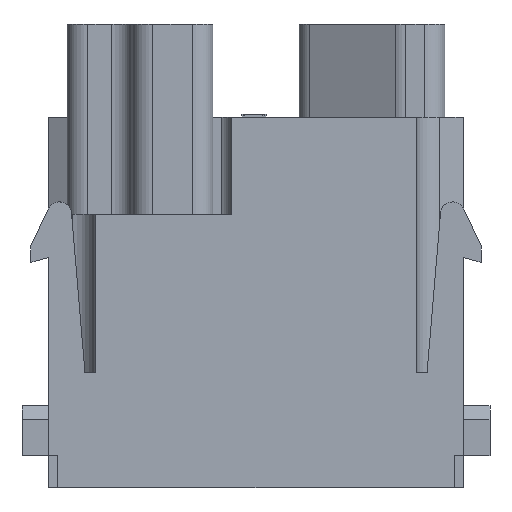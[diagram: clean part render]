
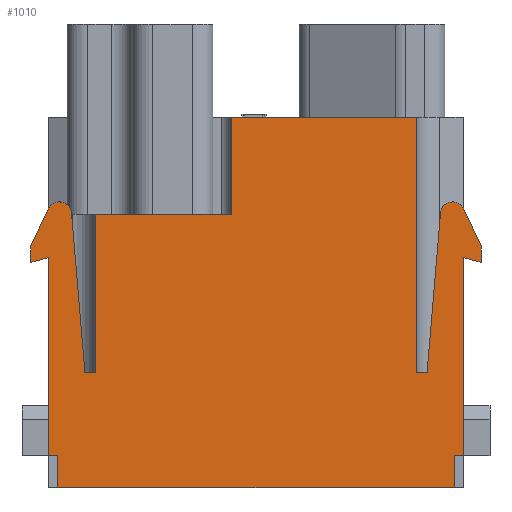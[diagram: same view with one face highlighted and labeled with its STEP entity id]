
A CAD part, left-side view. The second image highlights one B-rep face of the part: STEP entity #1010.
In plain terms, the highlighted planar face has unit normal (-1, 0, 0).
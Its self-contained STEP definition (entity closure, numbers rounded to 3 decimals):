
#685=FACE_OUTER_BOUND('',#1795,.T.);
#1010=ADVANCED_FACE('',(#685),#1349,.T.);
#1349=PLANE('',#7238);
#1795=EDGE_LOOP('',(#3886,#3887,#3888,#3889,#3890,#3891,#3892,#3893,#3894,
#3895,#3896,#3897,#3898,#3899,#3900,#3901,#3902,#3903,#3904,#3905,#3906,
#3907,#3908,#3909,#3910,#3911));
#2163=LINE('',#9236,#2892);
#2249=LINE('',#9549,#2978);
#2293=LINE('',#9729,#3022);
#2297=LINE('',#9739,#3026);
#2317=LINE('',#9784,#3046);
#2335=LINE('',#9820,#3064);
#2343=LINE('',#9836,#3072);
#2344=LINE('',#9839,#3073);
#2345=LINE('',#9841,#3074);
#2346=LINE('',#9843,#3075);
#2347=LINE('',#9844,#3076);
#2348=LINE('',#9846,#3077);
#2349=LINE('',#9848,#3078);
#2350=LINE('',#9854,#3079);
#2351=LINE('',#9855,#3080);
#2352=LINE('',#9856,#3081);
#2353=LINE('',#9858,#3082);
#2354=LINE('',#9859,#3083);
#2355=LINE('',#9865,#3084);
#2356=LINE('',#9867,#3085);
#2357=LINE('',#9869,#3086);
#2358=LINE('',#9870,#3087);
#2892=VECTOR('',#7638,1.);
#2978=VECTOR('',#7736,1.);
#3022=VECTOR('',#7794,1.);
#3026=VECTOR('',#7802,1.);
#3046=VECTOR('',#7832,1.);
#3064=VECTOR('',#7852,1.);
#3072=VECTOR('',#7868,1.);
#3073=VECTOR('',#7869,1.);
#3074=VECTOR('',#7870,1.);
#3075=VECTOR('',#7871,1.);
#3076=VECTOR('',#7872,1.);
#3077=VECTOR('',#7873,1.);
#3078=VECTOR('',#7874,1.);
#3079=VECTOR('',#7879,1.);
#3080=VECTOR('',#7880,1.);
#3081=VECTOR('',#7881,1.);
#3082=VECTOR('',#7882,1.);
#3083=VECTOR('',#7883,1.);
#3084=VECTOR('',#7888,1.);
#3085=VECTOR('',#7889,1.);
#3086=VECTOR('',#7890,1.);
#3087=VECTOR('',#7891,1.);
#3886=ORIENTED_EDGE('',*,*,#6325,.T.);
#3887=ORIENTED_EDGE('',*,*,#6326,.F.);
#3888=ORIENTED_EDGE('',*,*,#6327,.F.);
#3889=ORIENTED_EDGE('',*,*,#6328,.T.);
#3890=ORIENTED_EDGE('',*,*,#6299,.F.);
#3891=ORIENTED_EDGE('',*,*,#6329,.F.);
#3892=ORIENTED_EDGE('',*,*,#6330,.T.);
#3893=ORIENTED_EDGE('',*,*,#6331,.T.);
#3894=ORIENTED_EDGE('',*,*,#6332,.T.);
#3895=ORIENTED_EDGE('',*,*,#6333,.T.);
#3896=ORIENTED_EDGE('',*,*,#6334,.T.);
#3897=ORIENTED_EDGE('',*,*,#6271,.F.);
#3898=ORIENTED_EDGE('',*,*,#6335,.T.);
#3899=ORIENTED_EDGE('',*,*,#6205,.T.);
#3900=ORIENTED_EDGE('',*,*,#6336,.F.);
#3901=ORIENTED_EDGE('',*,*,#6337,.F.);
#3902=ORIENTED_EDGE('',*,*,#6317,.F.);
#3903=ORIENTED_EDGE('',*,*,#6276,.F.);
#3904=ORIENTED_EDGE('',*,*,#6338,.F.);
#3905=ORIENTED_EDGE('',*,*,#6339,.F.);
#3906=ORIENTED_EDGE('',*,*,#6340,.F.);
#3907=ORIENTED_EDGE('',*,*,#6341,.F.);
#3908=ORIENTED_EDGE('',*,*,#6342,.F.);
#3909=ORIENTED_EDGE('',*,*,#6343,.F.);
#3910=ORIENTED_EDGE('',*,*,#6103,.T.);
#3911=ORIENTED_EDGE('',*,*,#6344,.F.);
#5487=VERTEX_POINT('',#9235);
#5488=VERTEX_POINT('',#9237);
#5588=VERTEX_POINT('',#9547);
#5590=VERTEX_POINT('',#9550);
#5654=VERTEX_POINT('',#9728);
#5655=VERTEX_POINT('',#9730);
#5658=VERTEX_POINT('',#9738);
#5659=VERTEX_POINT('',#9740);
#5678=VERTEX_POINT('',#9783);
#5679=VERTEX_POINT('',#9785);
#5695=VERTEX_POINT('',#9818);
#5700=VERTEX_POINT('',#9837);
#5701=VERTEX_POINT('',#9838);
#5702=VERTEX_POINT('',#9840);
#5703=VERTEX_POINT('',#9842);
#5704=VERTEX_POINT('',#9845);
#5705=VERTEX_POINT('',#9847);
#5706=VERTEX_POINT('',#9849);
#5707=VERTEX_POINT('',#9851);
#5708=VERTEX_POINT('',#9853);
#5709=VERTEX_POINT('',#9857);
#5710=VERTEX_POINT('',#9860);
#5711=VERTEX_POINT('',#9862);
#5712=VERTEX_POINT('',#9864);
#5713=VERTEX_POINT('',#9866);
#5714=VERTEX_POINT('',#9868);
#6103=EDGE_CURVE('',#5488,#5487,#2163,.T.);
#6205=EDGE_CURVE('',#5590,#5588,#2249,.T.);
#6271=EDGE_CURVE('',#5654,#5655,#2293,.T.);
#6276=EDGE_CURVE('',#5658,#5659,#2297,.T.);
#6299=EDGE_CURVE('',#5678,#5679,#2317,.T.);
#6317=EDGE_CURVE('',#5659,#5695,#2335,.T.);
#6325=EDGE_CURVE('',#5700,#5701,#2343,.T.);
#6326=EDGE_CURVE('',#5702,#5701,#2344,.T.);
#6327=EDGE_CURVE('',#5703,#5702,#2345,.T.);
#6328=EDGE_CURVE('',#5703,#5679,#2346,.T.);
#6329=EDGE_CURVE('',#5704,#5678,#2347,.T.);
#6330=EDGE_CURVE('',#5704,#5705,#2348,.T.);
#6331=EDGE_CURVE('',#5705,#5706,#2349,.T.);
#6332=EDGE_CURVE('',#5706,#5707,#7018,.T.);
#6333=EDGE_CURVE('',#5707,#5708,#7019,.T.);
#6334=EDGE_CURVE('',#5708,#5655,#2350,.T.);
#6335=EDGE_CURVE('',#5654,#5590,#2351,.T.);
#6336=EDGE_CURVE('',#5709,#5588,#2352,.T.);
#6337=EDGE_CURVE('',#5695,#5709,#2353,.T.);
#6338=EDGE_CURVE('',#5710,#5658,#2354,.T.);
#6339=EDGE_CURVE('',#5711,#5710,#7020,.T.);
#6340=EDGE_CURVE('',#5712,#5711,#7021,.T.);
#6341=EDGE_CURVE('',#5713,#5712,#2355,.T.);
#6342=EDGE_CURVE('',#5714,#5713,#2356,.T.);
#6343=EDGE_CURVE('',#5488,#5714,#2357,.T.);
#6344=EDGE_CURVE('',#5700,#5487,#2358,.T.);
#7018=CIRCLE('',#7234,0.9);
#7019=CIRCLE('',#7235,0.9);
#7020=CIRCLE('',#7236,0.9);
#7021=CIRCLE('',#7237,0.9);
#7234=AXIS2_PLACEMENT_3D('',#9850,#7875,#7876);
#7235=AXIS2_PLACEMENT_3D('',#9852,#7877,#7878);
#7236=AXIS2_PLACEMENT_3D('',#9861,#7884,#7885);
#7237=AXIS2_PLACEMENT_3D('',#9863,#7886,#7887);
#7238=AXIS2_PLACEMENT_3D('',#9871,#7892,#7893);
#7638=DIRECTION('',(0.,0.,-1.));
#7736=DIRECTION('',(0.,1.,0.));
#7794=DIRECTION('',(0.,-1.,0.));
#7802=DIRECTION('',(0.,-1.,0.));
#7832=DIRECTION('',(0.,0.,-1.));
#7852=DIRECTION('',(0.,0.,1.));
#7868=DIRECTION('',(0.,0.,-1.));
#7869=DIRECTION('',(0.,1.,0.));
#7870=DIRECTION('',(0.,0.,-1.));
#7871=DIRECTION('',(0.,-1.,0.));
#7872=DIRECTION('',(0.,0.966,0.259));
#7873=DIRECTION('',(0.,0.,1.));
#7874=DIRECTION('',(0.,0.423,0.906));
#7875=DIRECTION('',(-1.,0.,0.));
#7876=DIRECTION('',(0.,1.,0.));
#7877=DIRECTION('',(-1.,0.,0.));
#7878=DIRECTION('',(0.,1.,0.));
#7879=DIRECTION('',(0.,0.084,-0.996));
#7880=DIRECTION('',(0.,0.,1.));
#7881=DIRECTION('',(0.,0.,1.));
#7882=DIRECTION('',(0.,-1.,0.));
#7883=DIRECTION('',(0.,-0.084,-0.996));
#7884=DIRECTION('',(1.,0.,0.));
#7885=DIRECTION('',(0.,-1.,0.));
#7886=DIRECTION('',(1.,0.,0.));
#7887=DIRECTION('',(0.,-1.,0.));
#7888=DIRECTION('',(0.,-0.423,0.906));
#7889=DIRECTION('',(0.,0.,1.));
#7890=DIRECTION('',(0.,0.966,-0.259));
#7891=DIRECTION('',(0.,1.,0.));
#7892=DIRECTION('',(-1.,0.,0.));
#7893=DIRECTION('',(0.,0.,1.));
#9235=CARTESIAN_POINT('',(-7.338,15.15,-15.3));
#9236=CARTESIAN_POINT('',(-7.338,15.15,9.45));
#9237=CARTESIAN_POINT('',(-7.338,15.15,-0.814));
#9547=CARTESIAN_POINT('',(-7.338,1.775,9.45));
#9549=CARTESIAN_POINT('',(-7.338,-15.15,9.45));
#9550=CARTESIAN_POINT('',(-7.338,-11.75,9.45));
#9728=CARTESIAN_POINT('',(-7.338,-11.75,-9.25));
#9729=CARTESIAN_POINT('',(-7.338,-11.75,-9.25));
#9730=CARTESIAN_POINT('',(-7.338,-12.5,-9.25));
#9738=CARTESIAN_POINT('',(-7.338,12.5,-9.25));
#9739=CARTESIAN_POINT('',(-7.338,15.15,-9.25));
#9740=CARTESIAN_POINT('',(-7.338,11.75,-9.25));
#9783=CARTESIAN_POINT('',(-7.338,-15.15,-0.814));
#9784=CARTESIAN_POINT('',(-7.338,-15.15,9.45));
#9785=CARTESIAN_POINT('',(-7.338,-15.15,-15.3));
#9818=CARTESIAN_POINT('',(-7.338,11.75,2.35));
#9820=CARTESIAN_POINT('',(-7.338,11.75,-9.25));
#9836=CARTESIAN_POINT('',(-7.338,14.475,-15.3));
#9837=CARTESIAN_POINT('',(-7.338,14.475,-15.3));
#9838=CARTESIAN_POINT('',(-7.338,14.475,-17.65));
#9839=CARTESIAN_POINT('',(-7.338,-15.15,-17.65));
#9840=CARTESIAN_POINT('',(-7.338,-14.475,-17.65));
#9841=CARTESIAN_POINT('',(-7.338,-14.475,-15.3));
#9842=CARTESIAN_POINT('',(-7.338,-14.475,-15.3));
#9843=CARTESIAN_POINT('',(-7.338,-14.475,-15.3));
#9844=CARTESIAN_POINT('',(-7.338,-15.716,-0.965));
#9845=CARTESIAN_POINT('',(-7.338,-16.45,-1.162));
#9846=CARTESIAN_POINT('',(-7.338,-16.45,-1.162));
#9847=CARTESIAN_POINT('',(-7.338,-16.45,0.038));
#9848=CARTESIAN_POINT('',(-7.338,-16.45,0.038));
#9849=CARTESIAN_POINT('',(-7.338,-15.195,2.73));
#9850=CARTESIAN_POINT('',(-7.338,-14.379,2.35));
#9851=CARTESIAN_POINT('',(-7.338,-14.378,3.25));
#9852=CARTESIAN_POINT('',(-7.338,-14.377,2.35));
#9853=CARTESIAN_POINT('',(-7.338,-13.48,2.425));
#9854=CARTESIAN_POINT('',(-7.338,-13.48,2.425));
#9855=CARTESIAN_POINT('',(-7.338,-11.75,-9.25));
#9856=CARTESIAN_POINT('',(-7.338,1.775,2.35));
#9857=CARTESIAN_POINT('',(-7.338,1.775,2.35));
#9858=CARTESIAN_POINT('',(-7.338,11.75,2.35));
#9859=CARTESIAN_POINT('',(-7.338,13.48,2.425));
#9860=CARTESIAN_POINT('',(-7.338,13.48,2.425));
#9861=CARTESIAN_POINT('',(-7.338,14.377,2.35));
#9862=CARTESIAN_POINT('',(-7.338,14.378,3.25));
#9863=CARTESIAN_POINT('',(-7.338,14.379,2.35));
#9864=CARTESIAN_POINT('',(-7.338,15.195,2.73));
#9865=CARTESIAN_POINT('',(-7.338,16.45,0.038));
#9866=CARTESIAN_POINT('',(-7.338,16.45,0.038));
#9867=CARTESIAN_POINT('',(-7.338,16.45,-1.162));
#9868=CARTESIAN_POINT('',(-7.338,16.45,-1.162));
#9869=CARTESIAN_POINT('',(-7.338,15.716,-0.965));
#9870=CARTESIAN_POINT('',(-7.338,14.475,-15.3));
#9871=CARTESIAN_POINT('',(-7.338,-15.15,9.45));
